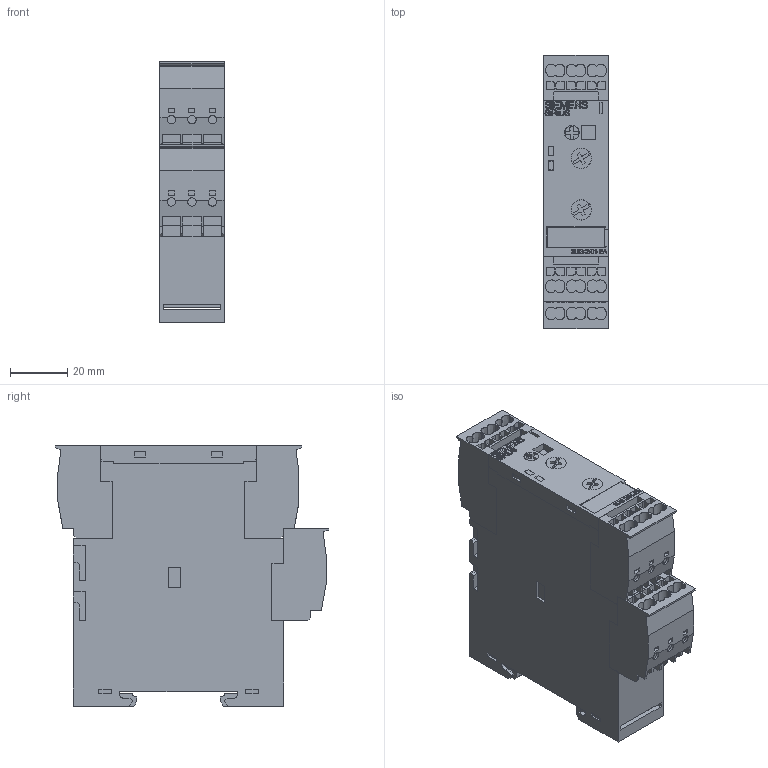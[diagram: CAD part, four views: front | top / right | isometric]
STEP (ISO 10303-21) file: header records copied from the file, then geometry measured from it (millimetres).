
FILE_DESCRIPTION(('STEP AP214'),'1');
FILE_NAME('cctmp_3401FED2-205B-4290-A5DD-3214A5809C08_2023_08_15_13_06_14_0923..stp','2023-08-15T11:06:16',('SIEMENS A&D'),('CADClick - www.CADClick.com'),'Spatial InterOp 3D postprocessed',' ','unknown authorization');
FILE_SCHEMA(('AUTOMOTIVE_DESIGN'));
Length unit declared in the file: millimetre
Products named in the file (6): cc_unnamed; 2023_08_15_13_06_14_0854; 2023_08_15_13_06_14_0850; 2023_08_15_13_06_14_0846; 2023_08_15_13_06_14_0842; 2023_08_15_13_06_14_0838
Assembly tree (5 placements, depth 2):
  cc_unnamed
    2023_08_15_13_06_14_0854
    2023_08_15_13_06_14_0850
    2023_08_15_13_06_14_0846
    2023_08_15_13_06_14_0842
    2023_08_15_13_06_14_0838
Bounding box: 22.5 x 95.5 x 91 mm (x, y, z)
Volume: 153632.4 mm3; surface area: 40130.2 mm2
Topology: 5 solids, 5 shells, 1207 faces, 3330 edges, 2220 vertices
Faces by surface type: plane 847, bspline 181, cylinder 179
Entity records: 56247 total; most frequent: CARTESIAN_POINT 22630, ORIENTED_EDGE 6660, DIRECTION 5354, EDGE_CURVE 3330, LINE 2592, VECTOR 2592, VERTEX_POINT 2220, AXIS2_PLACEMENT_3D 1381
